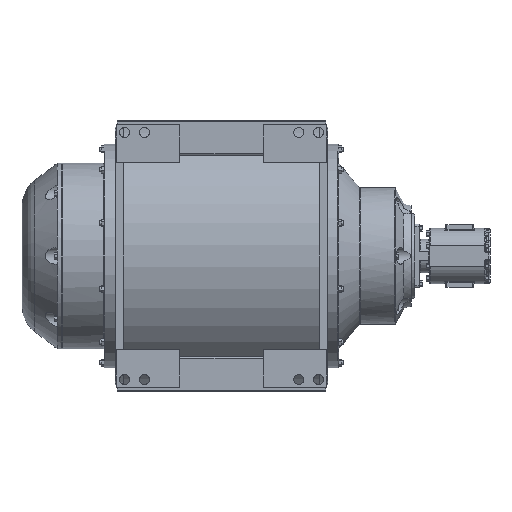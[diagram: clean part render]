
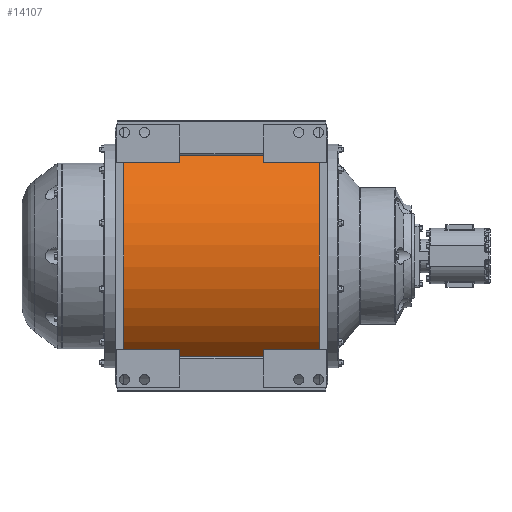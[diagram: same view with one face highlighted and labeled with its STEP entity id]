
A CAD part, front view. The second image highlights one B-rep face of the part: STEP entity #14107.
In plain terms, the highlighted cylindrical face has radius 406.4 mm (diameter 812.8 mm), a partial arc.
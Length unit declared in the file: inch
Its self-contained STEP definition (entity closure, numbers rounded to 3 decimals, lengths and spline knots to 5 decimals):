
#3102=CARTESIAN_POINT('',(-11.725,-10.51171,12.0625));
#3103=VERTEX_POINT('',#3102);
#3110=CARTESIAN_POINT('',(11.725,-10.51171,12.0625));
#3111=VERTEX_POINT('',#3110);
#3112=CARTESIAN_POINT('',(11.725,-10.51171,12.0625));
#3113=DIRECTION('',(-1.0,0.0,0.0));
#3114=VECTOR('',#3113,23.45);
#3115=LINE('',#3112,#3114);
#3116=EDGE_CURVE('',#3111,#3103,#3115,.T.);
#13652=CARTESIAN_POINT('',(11.725,-15.5,3.96863));
#13653=VERTEX_POINT('',#13652);
#13668=CARTESIAN_POINT('',(11.725,-15.5,-3.96863));
#13669=VERTEX_POINT('',#13668);
#13737=CARTESIAN_POINT('',(-11.725,-15.5,-3.96863));
#13738=VERTEX_POINT('',#13737);
#13753=CARTESIAN_POINT('',(-11.725,-15.5,3.96863));
#13754=VERTEX_POINT('',#13753);
#13970=CARTESIAN_POINT('',(11.725,-10.51171,-12.0625));
#13971=VERTEX_POINT('',#13970);
#13978=CARTESIAN_POINT('',(-11.725,-10.51171,-12.0625));
#13979=VERTEX_POINT('',#13978);
#13980=CARTESIAN_POINT('',(-11.725,-10.51171,-12.0625));
#13981=DIRECTION('',(1.0,0.0,0.0));
#13982=VECTOR('',#13981,23.45);
#13983=LINE('',#13980,#13982);
#13984=EDGE_CURVE('',#13979,#13971,#13983,.T.);
#14056=CARTESIAN_POINT('',(0.0,0.0,0.0));
#14057=DIRECTION('',(1.0,0.0,0.0));
#14058=DIRECTION('',(0.0,-0.076,0.997));
#14059=AXIS2_PLACEMENT_3D('',#14056,#14057,#14058);
#14060=CYLINDRICAL_SURFACE('',#14059,16.0);
#14061=ORIENTED_EDGE('',*,*,#13984,.T.);
#14062=CARTESIAN_POINT('',(11.725,0.0,0.0));
#14063=DIRECTION('',(1.0,0.0,0.0));
#14064=DIRECTION('',(0.0,-0.076,0.997));
#14065=AXIS2_PLACEMENT_3D('',#14062,#14063,#14064);
#14066=CIRCLE('',#14065,16.0);
#14067=EDGE_CURVE('',#13669,#13971,#14066,.T.);
#14068=ORIENTED_EDGE('',*,*,#14067,.F.);
#14069=CARTESIAN_POINT('',(11.725,0.0,0.0));
#14070=DIRECTION('',(1.0,0.0,0.0));
#14071=DIRECTION('',(0.0,-0.076,0.997));
#14072=AXIS2_PLACEMENT_3D('',#14069,#14070,#14071);
#14073=CIRCLE('',#14072,16.0);
#14074=EDGE_CURVE('',#13653,#13669,#14073,.T.);
#14075=ORIENTED_EDGE('',*,*,#14074,.F.);
#14076=CARTESIAN_POINT('',(11.725,0.0,0.0));
#14077=DIRECTION('',(1.0,0.0,0.0));
#14078=DIRECTION('',(0.0,-0.076,0.997));
#14079=AXIS2_PLACEMENT_3D('',#14076,#14077,#14078);
#14080=CIRCLE('',#14079,16.0);
#14081=EDGE_CURVE('',#3111,#13653,#14080,.T.);
#14082=ORIENTED_EDGE('',*,*,#14081,.F.);
#14083=ORIENTED_EDGE('',*,*,#3116,.T.);
#14084=CARTESIAN_POINT('',(-11.725,0.0,0.0));
#14085=DIRECTION('',(-1.0,0.0,0.0));
#14086=DIRECTION('',(0.0,-0.076,0.997));
#14087=AXIS2_PLACEMENT_3D('',#14084,#14085,#14086);
#14088=CIRCLE('',#14087,16.0);
#14089=EDGE_CURVE('',#13754,#3103,#14088,.T.);
#14090=ORIENTED_EDGE('',*,*,#14089,.F.);
#14091=CARTESIAN_POINT('',(-11.725,0.0,0.0));
#14092=DIRECTION('',(-1.0,0.0,0.0));
#14093=DIRECTION('',(0.0,-0.076,0.997));
#14094=AXIS2_PLACEMENT_3D('',#14091,#14092,#14093);
#14095=CIRCLE('',#14094,16.0);
#14096=EDGE_CURVE('',#13738,#13754,#14095,.T.);
#14097=ORIENTED_EDGE('',*,*,#14096,.F.);
#14098=CARTESIAN_POINT('',(-11.725,0.0,0.0));
#14099=DIRECTION('',(-1.0,0.0,0.0));
#14100=DIRECTION('',(0.0,-0.076,0.997));
#14101=AXIS2_PLACEMENT_3D('',#14098,#14099,#14100);
#14102=CIRCLE('',#14101,16.0);
#14103=EDGE_CURVE('',#13979,#13738,#14102,.T.);
#14104=ORIENTED_EDGE('',*,*,#14103,.F.);
#14105=EDGE_LOOP('',(#14061,#14068,#14075,#14082,#14083,#14090,#14097,#14104));
#14106=FACE_OUTER_BOUND('',#14105,.T.);
#14107=ADVANCED_FACE('',(#14106),#14060,.T.);
